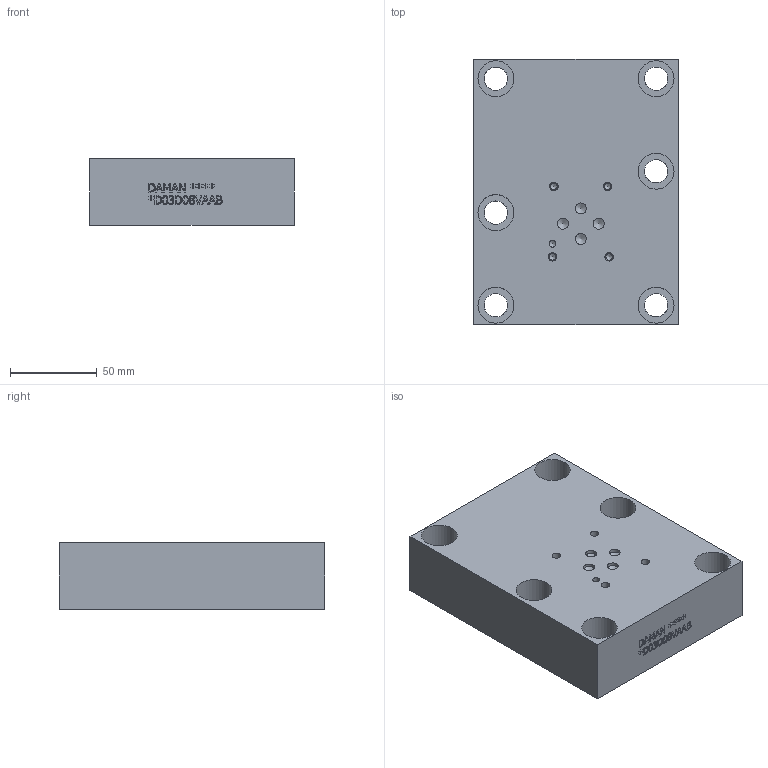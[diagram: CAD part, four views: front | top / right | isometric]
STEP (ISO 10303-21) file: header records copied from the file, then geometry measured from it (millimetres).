
FILE_DESCRIPTION(/* description */ (''),/* implementation_level */ '2;1');
FILE_NAME(/* name */ '_D03D08VAAB.stp',/* time_stamp */ '2021-12-29T14:10:12-05:00',/* author */ ('jrf'),/* organization */ (''),/* preprocessor_version */ 'ST-DEVELOPER v18.1',/* originating_system */ 'Autodesk Inventor 2022',/* authorisation */ '');
FILE_SCHEMA (('AUTOMOTIVE_DESIGN { 1 0 10303 214 3 1 1 }'));
Length unit declared in the file: millimetre
Products named in the file (1): Part_AD03D08VAAB.C01513R6_3D
Bounding box: 117.47 x 152.4 x 38.1 mm (x, y, z)
Volume: 607458.1 mm3; surface area: 71181.3 mm2
Topology: 1 solids, 1 shells, 423 faces, 1094 edges, 725 vertices
Faces by surface type: plane 259, bspline 100, cylinder 45, cone 19
Full cylindrical faces by diameter (mm): 3.785 x5, 4.826 x4, 6.35 x6, 13.487 x8, 20.625 x6, 20.65 x4, 25.4 x2, 33.35 x4
Entity records: 13740 total; most frequent: CARTESIAN_POINT 3660, ORIENTED_EDGE 2162, DIRECTION 1617, EDGE_CURVE 1081, LINE 779, VECTOR 779, VERTEX_POINT 725, EDGE_LOOP 500
